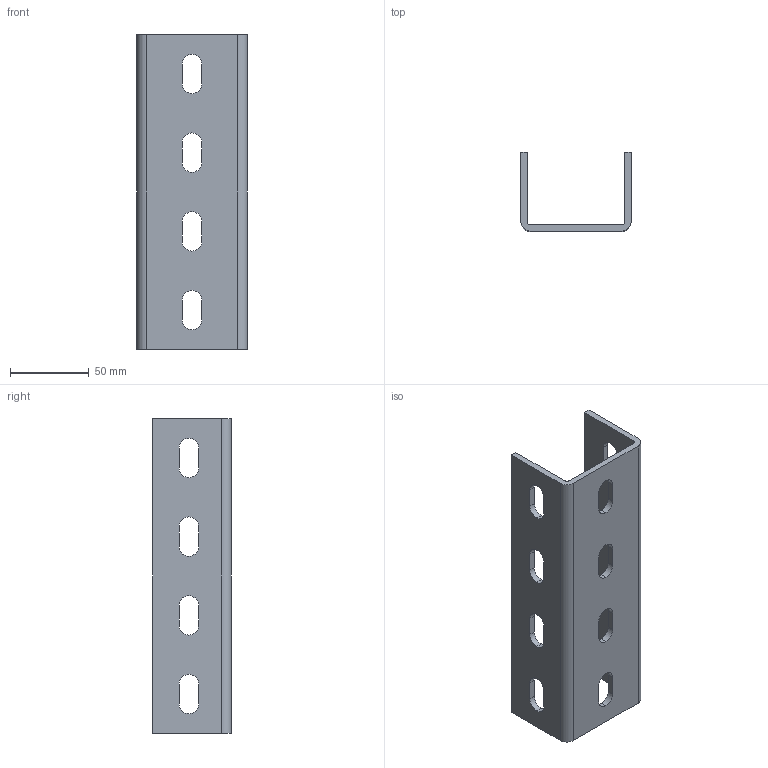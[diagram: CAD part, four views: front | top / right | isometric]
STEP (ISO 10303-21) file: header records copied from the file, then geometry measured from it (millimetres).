
FILE_DESCRIPTION (( 'STEP AP214' ), '1' );
FILE_NAME ('Äåòàë200.STEP', '2023-04-03T09:00:51', ( '' ), ( '' ), 'SwSTEP 2.0', 'SolidWorks 2022', '' );
FILE_SCHEMA (( 'AUTOMOTIVE_DESIGN' ));
Length unit declared in the file: millimetre
Products named in the file (1): Детал200
Bounding box: 70 x 50 x 200 mm (x, y, z)
Volume: 113462.6 mm3; surface area: 62684.8 mm2
Topology: 1 solids, 1 shells, 74 faces, 216 edges, 144 vertices
Faces by surface type: cylinder 40, plane 34
Entity records: 2562 total; most frequent: DIRECTION 446, CARTESIAN_POINT 435, ORIENTED_EDGE 432, EDGE_CURVE 216, AXIS2_PLACEMENT_3D 155, VERTEX_POINT 144, VECTOR 136, LINE 136
